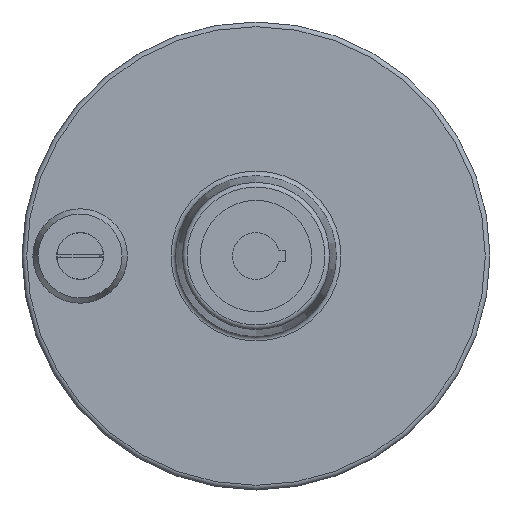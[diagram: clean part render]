
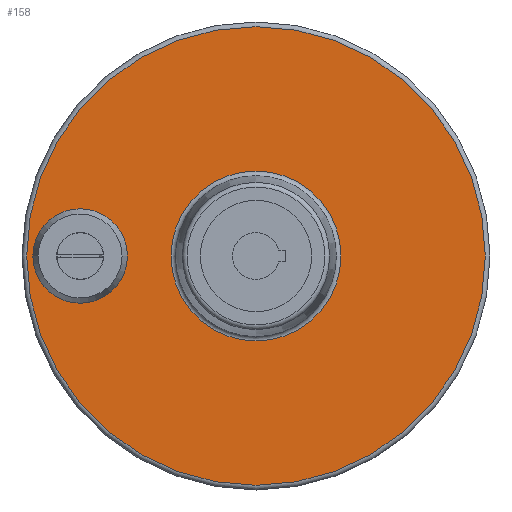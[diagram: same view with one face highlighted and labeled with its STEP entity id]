
A CAD part, front view. The second image highlights one B-rep face of the part: STEP entity #158.
In plain terms, the highlighted planar face has unit normal (0, -1, 0).
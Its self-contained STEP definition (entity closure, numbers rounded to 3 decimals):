
#158 = ADVANCED_FACE( '', ( #345, #346, #347 ), #348, .F. );
#345 = FACE_OUTER_BOUND( '', #551, .T. );
#346 = FACE_BOUND( '', #552, .T. );
#347 = FACE_BOUND( '', #553, .T. );
#348 = PLANE( '', #554 );
#551 = EDGE_LOOP( '', ( #904 ) );
#552 = EDGE_LOOP( '', ( #905 ) );
#553 = EDGE_LOOP( '', ( #906 ) );
#554 = AXIS2_PLACEMENT_3D( '', #907, #908, #909 );
#904 = ORIENTED_EDGE( '', *, *, #1101, .F. );
#905 = ORIENTED_EDGE( '', *, *, #1128, .F. );
#906 = ORIENTED_EDGE( '', *, *, #1063, .T. );
#907 = CARTESIAN_POINT( '', ( 15.507, -3., 0. ) );
#908 = DIRECTION( '', ( 0., 1., 0. ) );
#909 = DIRECTION( '', ( 0., 0., 1. ) );
#1063 = EDGE_CURVE( '', #1240, #1240, #1241, .T. );
#1101 = EDGE_CURVE( '', #1298, #1298, #1299, .T. );
#1128 = EDGE_CURVE( '', #1339, #1339, #1340, .F. );
#1240 = VERTEX_POINT( '', #1498 );
#1241 = CIRCLE( '', #1499, 14.493 );
#1298 = VERTEX_POINT( '', #1597 );
#1299 = CIRCLE( '', #1598, 39.111 );
#1339 = VERTEX_POINT( '', #1730 );
#1340 = CIRCLE( '', #1731, 8.06 );
#1498 = CARTESIAN_POINT( '', ( 30., -3., 14.493 ) );
#1499 = AXIS2_PLACEMENT_3D( '', #1903, #1904, #1905 );
#1597 = CARTESIAN_POINT( '', ( 30., -3., 39.111 ) );
#1598 = AXIS2_PLACEMENT_3D( '', #1946, #1947, #1948 );
#1730 = CARTESIAN_POINT( '', ( 0., -3., 8.06 ) );
#1731 = AXIS2_PLACEMENT_3D( '', #1987, #1988, #1989 );
#1903 = CARTESIAN_POINT( '', ( 30., -3., 0. ) );
#1904 = DIRECTION( '', ( 0., 1., 0. ) );
#1905 = DIRECTION( '', ( 0., 0., 1. ) );
#1946 = CARTESIAN_POINT( '', ( 30., -3., 0. ) );
#1947 = DIRECTION( '', ( 0., 1., 0. ) );
#1948 = DIRECTION( '', ( 0., 0., 1. ) );
#1987 = CARTESIAN_POINT( '', ( 0., -3., 0. ) );
#1988 = DIRECTION( '', ( 0., 1., 0. ) );
#1989 = DIRECTION( '', ( 0., 0., 1. ) );
